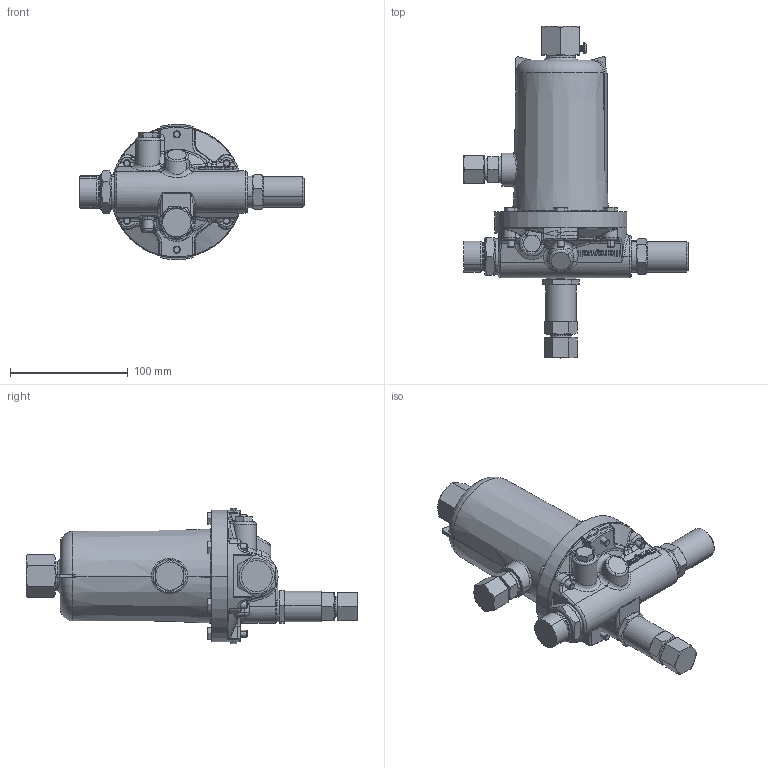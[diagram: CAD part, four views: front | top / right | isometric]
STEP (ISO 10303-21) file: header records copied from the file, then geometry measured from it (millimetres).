
FILE_DESCRIPTION (( 'STEP AP214' ), '1' );
FILE_NAME ('HON219-G3_4-3_4-G.STEP', '2019-04-05T11:35:18', ( '' ), ( '' ), 'SwSTEP 2.0', 'SolidWorks 2017', '' );
FILE_SCHEMA (( 'AUTOMOTIVE_DESIGN' ));
Length unit declared in the file: millimetre
Products named in the file (1): HON219-G3_4-3_4-G
Bounding box: 191.1 x 282.1 x 114.94 mm (x, y, z)
Volume: 1405204.3 mm3; surface area: 178361.5 mm2
Topology: 20 solids, 20 shells, 1203 faces, 2816 edges, 1648 vertices
Faces by surface type: plane 357, bspline 334, cylinder 194, cone 190, torus 116, sphere 12
Entity records: 51574 total; most frequent: CARTESIAN_POINT 24613, ORIENTED_EDGE 5556, DIRECTION 4470, EDGE_CURVE 2778, AXIS2_PLACEMENT_3D 1798, VERTEX_POINT 1648, EDGE_LOOP 1236, FACE_OUTER_BOUND 1203
